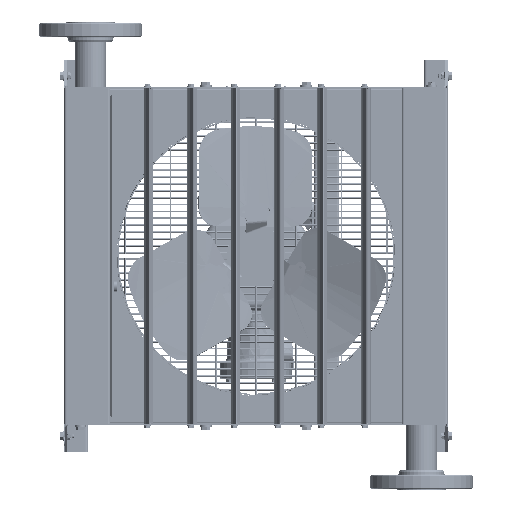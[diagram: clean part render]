
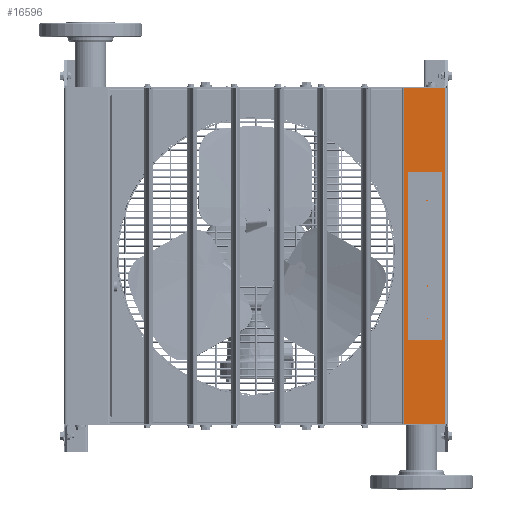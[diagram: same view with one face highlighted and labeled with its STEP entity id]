
A CAD part, left-side view. The second image highlights one B-rep face of the part: STEP entity #16596.
In plain terms, the highlighted planar face has unit normal (-1, 0, 0).
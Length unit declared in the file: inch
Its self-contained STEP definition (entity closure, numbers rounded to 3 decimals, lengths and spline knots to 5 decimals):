
#1150 = FACE_OUTER_BOUND ( 'NONE', #16143, .T. ) ;
#1372 = CARTESIAN_POINT ( 'NONE',  ( -4.223, -11.3265, 10.05924 ) ) ;
#8467 = ORIENTED_EDGE ( 'NONE', *, *, #147821, .T. ) ;
#10126 = CARTESIAN_POINT ( 'NONE',  ( -4.223, -11.4765, -10.05932 ) ) ;
#16143 = EDGE_LOOP ( 'NONE', ( #52776, #21678, #8467, #185020 ) ) ;
#16596 = ADVANCED_FACE ( 'NONE', ( #1150 ), #44041, .T. ) ;
#21678 = ORIENTED_EDGE ( 'NONE', *, *, #112202, .F. ) ;
#24621 = DIRECTION ( 'NONE',  ( 0., 1., 0. ) ) ;
#25189 = LINE ( 'NONE', #104808, #96821 ) ;
#31142 = VECTOR ( 'NONE', #165608, 39.37008 ) ;
#40318 = DIRECTION ( 'NONE',  ( 0., 0., 1. ) ) ;
#40545 = DIRECTION ( 'NONE',  ( -1., 0., 0. ) ) ;
#40761 = CARTESIAN_POINT ( 'NONE',  ( -4.223, -11.4765, 11.73224 ) ) ;
#44041 = PLANE ( 'NONE',  #103156 ) ;
#46292 = CARTESIAN_POINT ( 'NONE',  ( -4.223, -11.3265, -10.05932 ) ) ;
#46643 = VECTOR ( 'NONE', #77490, 39.37008 ) ;
#52776 = ORIENTED_EDGE ( 'NONE', *, *, #174110, .F. ) ;
#53500 = VECTOR ( 'NONE', #24621, 39.37008 ) ;
#57129 = CARTESIAN_POINT ( 'NONE',  ( -4.223, -8.87059, -10.05932 ) ) ;
#66073 = CARTESIAN_POINT ( 'NONE',  ( -4.223, -8.87059, 11.73224 ) ) ;
#69194 = LINE ( 'NONE', #66073, #31142 ) ;
#77490 = DIRECTION ( 'NONE',  ( 0., 0., -1. ) ) ;
#91599 = LINE ( 'NONE', #10126, #53500 ) ;
#96821 = VECTOR ( 'NONE', #104207, 39.37008 ) ;
#103156 = AXIS2_PLACEMENT_3D ( 'NONE', #40761, #40545, #40318 ) ;
#104207 = DIRECTION ( 'NONE',  ( 0., 1., 0. ) ) ;
#104808 = CARTESIAN_POINT ( 'NONE',  ( -4.223, -11.4765, 10.05924 ) ) ;
#112202 = EDGE_CURVE ( 'NONE', #125741, #157791, #155814, .T. ) ;
#113508 = CARTESIAN_POINT ( 'NONE',  ( -4.223, -8.87059, 10.05924 ) ) ;
#120225 = VERTEX_POINT ( 'NONE', #57129 ) ;
#125741 = VERTEX_POINT ( 'NONE', #1372 ) ;
#135776 = CARTESIAN_POINT ( 'NONE',  ( -4.223, -11.3265, 11.73224 ) ) ;
#147821 = EDGE_CURVE ( 'NONE', #125741, #170900, #25189, .T. ) ;
#155814 = LINE ( 'NONE', #135776, #46643 ) ;
#157791 = VERTEX_POINT ( 'NONE', #46292 ) ;
#165608 = DIRECTION ( 'NONE',  ( 0., 0., -1. ) ) ;
#170900 = VERTEX_POINT ( 'NONE', #113508 ) ;
#174110 = EDGE_CURVE ( 'NONE', #157791, #120225, #91599, .T. ) ;
#182975 = EDGE_CURVE ( 'NONE', #170900, #120225, #69194, .T. ) ;
#185020 = ORIENTED_EDGE ( 'NONE', *, *, #182975, .T. ) ;
